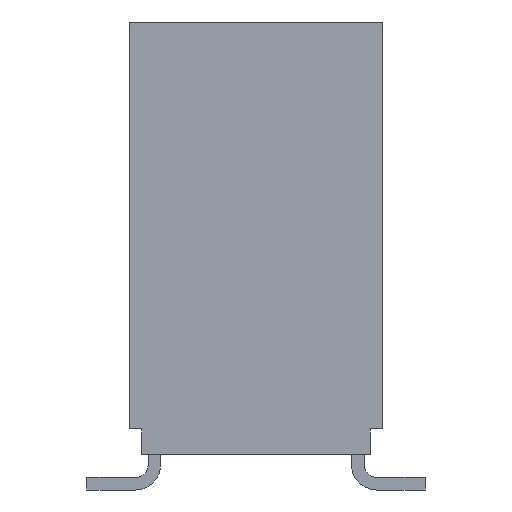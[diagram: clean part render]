
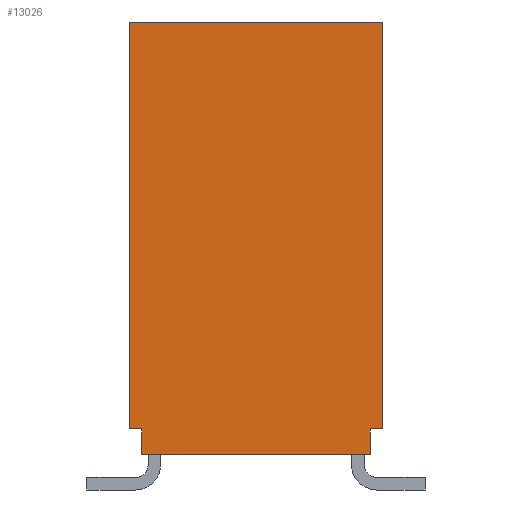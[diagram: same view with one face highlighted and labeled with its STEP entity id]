
A CAD part, left-side view. The second image highlights one B-rep face of the part: STEP entity #13026.
In plain terms, the highlighted planar face has unit normal (-1, 0, 0).
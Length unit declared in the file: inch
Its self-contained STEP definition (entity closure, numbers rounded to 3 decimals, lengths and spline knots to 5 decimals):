
#5=DIRECTION('',(0.,-1.,0.));
#6=VECTOR('',#5,0.18);
#7=CARTESIAN_POINT('',(-0.6495,0.09,0.));
#8=LINE('',#7,#6);
#289=DIRECTION('',(0.,0.,1.));
#290=VECTOR('',#289,0.02);
#291=CARTESIAN_POINT('',(-0.6495,0.09,0.));
#292=LINE('',#291,#290);
#293=DIRECTION('',(0.,-1.,0.));
#294=VECTOR('',#293,0.0095);
#295=CARTESIAN_POINT('',(-0.6495,0.0995,0.02));
#296=LINE('',#295,#294);
#297=DIRECTION('',(0.,0.,1.));
#298=VECTOR('',#297,0.32);
#299=CARTESIAN_POINT('',(-0.6495,0.0995,0.02));
#300=LINE('',#299,#298);
#301=DIRECTION('',(0.,1.,0.));
#302=VECTOR('',#301,0.0095);
#303=CARTESIAN_POINT('',(-0.6495,-0.0995,0.02));
#304=LINE('',#303,#302);
#305=DIRECTION('',(0.,0.,1.));
#306=VECTOR('',#305,0.02);
#307=CARTESIAN_POINT('',(-0.6495,-0.09,0.));
#308=LINE('',#307,#306);
#869=DIRECTION('',(0.,0.,1.));
#870=VECTOR('',#869,0.32);
#871=CARTESIAN_POINT('',(-0.6495,-0.0995,0.02));
#872=LINE('',#871,#870);
#1697=DIRECTION('',(0.,-1.,0.));
#1698=VECTOR('',#1697,0.199);
#1699=CARTESIAN_POINT('',(-0.6495,0.0995,0.34));
#1700=LINE('',#1699,#1698);
#9353=CARTESIAN_POINT('',(-0.6495,0.0995,0.34));
#9354=CARTESIAN_POINT('',(-0.6495,-0.0995,0.34));
#9355=VERTEX_POINT('',#9353);
#9356=VERTEX_POINT('',#9354);
#9461=CARTESIAN_POINT('',(-0.6495,0.09,0.));
#9463=VERTEX_POINT('',#9461);
#9485=CARTESIAN_POINT('',(-0.6495,-0.09,0.));
#9487=VERTEX_POINT('',#9485);
#9509=CARTESIAN_POINT('',(-0.6495,0.09,0.02));
#9510=VERTEX_POINT('',#9509);
#9511=CARTESIAN_POINT('',(-0.6495,0.0995,0.02));
#9512=VERTEX_POINT('',#9511);
#9513=CARTESIAN_POINT('',(-0.6495,-0.0995,0.02));
#9514=CARTESIAN_POINT('',(-0.6495,-0.09,0.02));
#9515=VERTEX_POINT('',#9513);
#9516=VERTEX_POINT('',#9514);
#13006=CARTESIAN_POINT('',(-0.6495,0.0995,0.));
#13007=DIRECTION('',(-1.,0.,0.));
#13008=DIRECTION('',(0.,-1.,0.));
#13009=AXIS2_PLACEMENT_3D('',#13006,#13007,#13008);
#13010=PLANE('',#13009);
#13011=ORIENTED_EDGE('',*,*,#12583,.T.);
#13013=ORIENTED_EDGE('',*,*,#13012,.F.);
#13015=ORIENTED_EDGE('',*,*,#13014,.T.);
#13017=ORIENTED_EDGE('',*,*,#13016,.T.);
#13019=ORIENTED_EDGE('',*,*,#13018,.F.);
#13021=ORIENTED_EDGE('',*,*,#13020,.T.);
#13022=ORIENTED_EDGE('',*,*,#12803,.F.);
#13023=ORIENTED_EDGE('',*,*,#12356,.F.);
#13024=EDGE_LOOP('',(#13011,#13013,#13015,#13017,#13019,#13021,#13022,#13023));
#13025=FACE_OUTER_BOUND('',#13024,.F.);
#13026=ADVANCED_FACE('',(#13025),#13010,.T.);
#12356=EDGE_CURVE('',#9463,#9487,#8,.T.);
#12583=EDGE_CURVE('',#9463,#9510,#292,.T.);
#12803=EDGE_CURVE('',#9487,#9516,#308,.T.);
#13012=EDGE_CURVE('',#9512,#9510,#296,.T.);
#13014=EDGE_CURVE('',#9512,#9355,#300,.T.);
#13016=EDGE_CURVE('',#9355,#9356,#1700,.T.);
#13018=EDGE_CURVE('',#9515,#9356,#872,.T.);
#13020=EDGE_CURVE('',#9515,#9516,#304,.T.);
